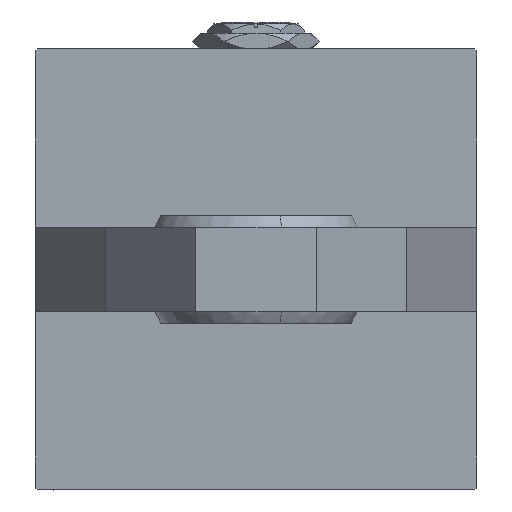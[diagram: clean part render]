
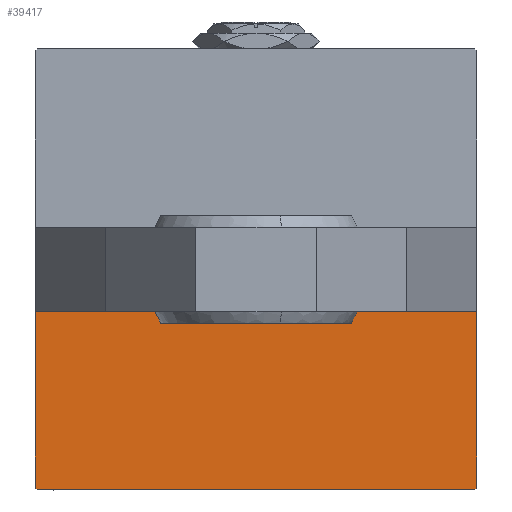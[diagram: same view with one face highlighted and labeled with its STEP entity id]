
A CAD part, left-side view. The second image highlights one B-rep face of the part: STEP entity #39417.
In plain terms, the highlighted planar face has unit normal (-1, 0, 0).
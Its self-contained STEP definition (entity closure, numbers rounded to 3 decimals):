
#54 = CARTESIAN_POINT ( 'NONE',  ( 0., -57.25, 57.25 ) ) ;
#365 = DIRECTION ( 'NONE',  ( 0., -0.707, 0.707 ) ) ;
#692 = VECTOR ( 'NONE', #13742, 1000. ) ;
#2075 = EDGE_CURVE ( 'NONE', #11974, #50970, #29182, .T. ) ;
#2700 = ORIENTED_EDGE ( 'NONE', *, *, #12238, .T. ) ;
#3972 = VERTEX_POINT ( 'NONE', #21659 ) ;
#4936 = PLANE ( 'NONE',  #28334 ) ;
#4955 = EDGE_CURVE ( 'NONE', #30914, #49036, #24455, .T. ) ;
#5451 = ORIENTED_EDGE ( 'NONE', *, *, #4955, .T. ) ;
#7269 = VECTOR ( 'NONE', #28994, 1000. ) ;
#10311 = ORIENTED_EDGE ( 'NONE', *, *, #23909, .F. ) ;
#10447 = CARTESIAN_POINT ( 'NONE',  ( 0., -57., -57.5 ) ) ;
#11974 = VERTEX_POINT ( 'NONE', #18588 ) ;
#12238 = EDGE_CURVE ( 'NONE', #50970, #33909, #12687, .T. ) ;
#12678 = LINE ( 'NONE', #50496, #692 ) ;
#12687 = LINE ( 'NONE', #33875, #43248 ) ;
#13742 = DIRECTION ( 'NONE',  ( 0., 0., -1. ) ) ;
#14615 = EDGE_CURVE ( 'NONE', #3972, #11974, #49667, .T. ) ;
#15542 = VECTOR ( 'NONE', #36921, 1000. ) ;
#16003 = CARTESIAN_POINT ( 'NONE',  ( 0., 57.5, 57.5 ) ) ;
#16221 = CARTESIAN_POINT ( 'NONE',  ( 0., -57.5, -57. ) ) ;
#17261 = CARTESIAN_POINT ( 'NONE',  ( 0., 0., 0. ) ) ;
#18588 = CARTESIAN_POINT ( 'NONE',  ( 0., -11., -57.5 ) ) ;
#20759 = DIRECTION ( 'NONE',  ( 0., 0., 1. ) ) ;
#21022 = FACE_OUTER_BOUND ( 'NONE', #43821, .T. ) ;
#21659 = CARTESIAN_POINT ( 'NONE',  ( 0., -11., 57.5 ) ) ;
#23909 = EDGE_CURVE ( 'NONE', #30914, #33909, #12678, .T. ) ;
#24455 = LINE ( 'NONE', #54, #7269 ) ;
#25814 = ORIENTED_EDGE ( 'NONE', *, *, #14615, .T. ) ;
#25988 = VECTOR ( 'NONE', #32694, 1000. ) ;
#28334 = AXIS2_PLACEMENT_3D ( 'NONE', #17261, #37406, #20759 ) ;
#28994 = DIRECTION ( 'NONE',  ( 0., 0.707, 0.707 ) ) ;
#29182 = LINE ( 'NONE', #40760, #25988 ) ;
#30914 = VERTEX_POINT ( 'NONE', #42032 ) ;
#32452 = ORIENTED_EDGE ( 'NONE', *, *, #2075, .T. ) ;
#32694 = DIRECTION ( 'NONE',  ( 0., -1., 0. ) ) ;
#33148 = LINE ( 'NONE', #16003, #15542 ) ;
#33293 = CARTESIAN_POINT ( 'NONE',  ( 0., -11., 57.5 ) ) ;
#33875 = CARTESIAN_POINT ( 'NONE',  ( 0., -57.25, -57.25 ) ) ;
#33909 = VERTEX_POINT ( 'NONE', #16221 ) ;
#35022 = EDGE_CURVE ( 'NONE', #3972, #49036, #33148, .T. ) ;
#36921 = DIRECTION ( 'NONE',  ( 0., -1., 0. ) ) ;
#37406 = DIRECTION ( 'NONE',  ( -1., 0., 0. ) ) ;
#39417 = ADVANCED_FACE ( 'NONE', ( #21022 ), #4936, .T. ) ;
#40760 = CARTESIAN_POINT ( 'NONE',  ( 0., 57.5, -57.5 ) ) ;
#41042 = CARTESIAN_POINT ( 'NONE',  ( 0., -57., 57.5 ) ) ;
#41465 = VECTOR ( 'NONE', #45644, 1000. ) ;
#42032 = CARTESIAN_POINT ( 'NONE',  ( 0., -57.5, 57. ) ) ;
#42360 = ORIENTED_EDGE ( 'NONE', *, *, #35022, .F. ) ;
#43248 = VECTOR ( 'NONE', #365, 1000. ) ;
#43821 = EDGE_LOOP ( 'NONE', ( #42360, #25814, #32452, #2700, #10311, #5451 ) ) ;
#45644 = DIRECTION ( 'NONE',  ( 0., 0., -1. ) ) ;
#49036 = VERTEX_POINT ( 'NONE', #41042 ) ;
#49667 = LINE ( 'NONE', #33293, #41465 ) ;
#50496 = CARTESIAN_POINT ( 'NONE',  ( 0., -57.5, 57.5 ) ) ;
#50970 = VERTEX_POINT ( 'NONE', #10447 ) ;
